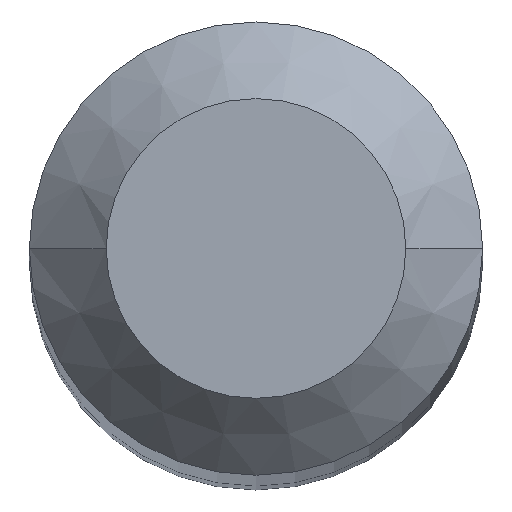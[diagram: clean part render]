
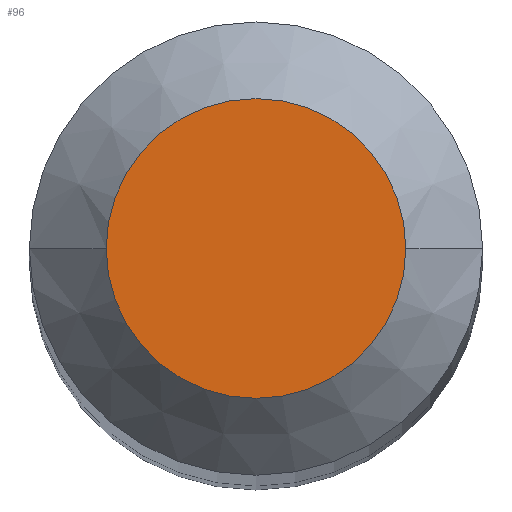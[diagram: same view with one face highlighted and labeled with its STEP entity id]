
A CAD part, top view. The second image highlights one B-rep face of the part: STEP entity #96.
In plain terms, the highlighted planar face has unit normal (0, 0, 1).
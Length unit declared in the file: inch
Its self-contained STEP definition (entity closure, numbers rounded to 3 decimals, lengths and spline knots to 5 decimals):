
#27 = PLANE ( 'NONE',  #393 ) ;
#86 = CARTESIAN_POINT ( 'NONE',  ( 0.03905, 0., 0. ) ) ;
#96 = ADVANCED_FACE ( 'NONE', ( #273 ), #27, .F. ) ;
#101 = DIRECTION ( 'NONE',  ( 0., 0., 1. ) ) ;
#158 = CIRCLE ( 'NONE', #182, 0.03905 ) ;
#180 = ORIENTED_EDGE ( 'NONE', *, *, #282, .T. ) ;
#182 = AXIS2_PLACEMENT_3D ( 'NONE', #225, #367, #196 ) ;
#196 = DIRECTION ( 'NONE',  ( 1., 0., 0. ) ) ;
#209 = EDGE_LOOP ( 'NONE', ( #374, #180 ) ) ;
#225 = CARTESIAN_POINT ( 'NONE',  ( 0., 0., 0. ) ) ;
#257 = CARTESIAN_POINT ( 'NONE',  ( 0., 0., 0. ) ) ;
#263 = VERTEX_POINT ( 'NONE', #86 ) ;
#273 = FACE_OUTER_BOUND ( 'NONE', #209, .T. ) ;
#274 = VERTEX_POINT ( 'NONE', #343 ) ;
#282 = EDGE_CURVE ( 'NONE', #263, #274, #362, .T. ) ;
#294 = DIRECTION ( 'NONE',  ( 0., 0., -1. ) ) ;
#304 = CARTESIAN_POINT ( 'NONE',  ( 0., 0., 0. ) ) ;
#311 = EDGE_CURVE ( 'NONE', #274, #263, #158, .T. ) ;
#330 = DIRECTION ( 'NONE',  ( -1., 0., 0. ) ) ;
#343 = CARTESIAN_POINT ( 'NONE',  ( -0.03905, 0., 0. ) ) ;
#356 = DIRECTION ( 'NONE',  ( 1., 0., 0. ) ) ;
#362 = CIRCLE ( 'NONE', #390, 0.03905 ) ;
#367 = DIRECTION ( 'NONE',  ( 0., 0., 1. ) ) ;
#374 = ORIENTED_EDGE ( 'NONE', *, *, #311, .T. ) ;
#390 = AXIS2_PLACEMENT_3D ( 'NONE', #257, #101, #356 ) ;
#393 = AXIS2_PLACEMENT_3D ( 'NONE', #304, #294, #330 ) ;
